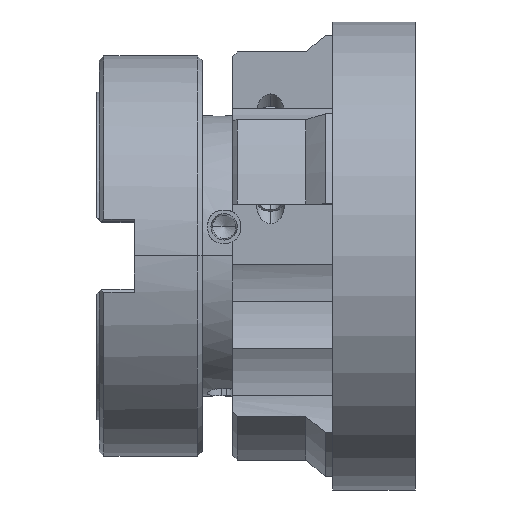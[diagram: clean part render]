
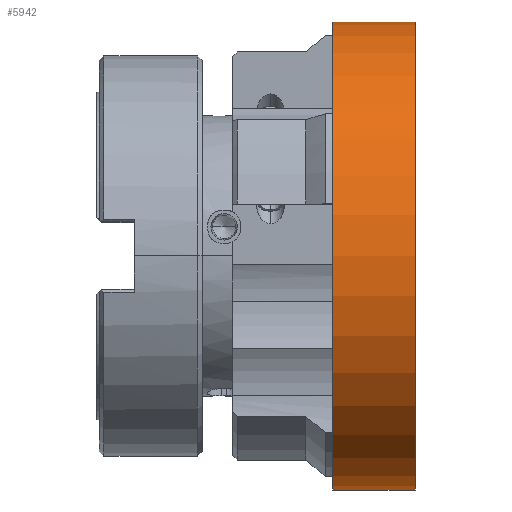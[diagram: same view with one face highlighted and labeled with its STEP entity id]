
A CAD part, top view. The second image highlights one B-rep face of the part: STEP entity #5942.
In plain terms, the highlighted cylindrical face has radius 50 mm (diameter 100 mm), a partial arc.
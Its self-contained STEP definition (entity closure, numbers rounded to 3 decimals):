
#8 = ORIENTED_EDGE ( 'NONE', *, *, #4366, .F. ) ;
#42 = ORIENTED_EDGE ( 'NONE', *, *, #5705, .T. ) ;
#1120 = DIRECTION ( 'NONE',  ( 0., 1., 0. ) ) ;
#1121 = CARTESIAN_POINT ( 'NONE',  ( 10.975, 0., 0. ) ) ;
#1122 = DIRECTION ( 'NONE',  ( 1., 0., 0. ) ) ;
#1369 = ORIENTED_EDGE ( 'NONE', *, *, #4357, .F. ) ;
#2049 = CARTESIAN_POINT ( 'NONE',  ( -15.6, 0., 0. ) ) ;
#2050 = DIRECTION ( 'NONE',  ( 1., 0., 0. ) ) ;
#2051 = DIRECTION ( 'NONE',  ( 0., 1., 0. ) ) ;
#2140 = CIRCLE ( 'NONE', #5416, 50. ) ;
#2415 = AXIS2_PLACEMENT_3D ( 'NONE', #1121, #1122, #1120 ) ;
#2652 = VERTEX_POINT ( 'NONE', #5185 ) ;
#2653 = VERTEX_POINT ( 'NONE', #5186 ) ;
#2654 = VERTEX_POINT ( 'NONE', #5187 ) ;
#2659 = VERTEX_POINT ( 'NONE', #5192 ) ;
#2854 = EDGE_LOOP ( 'NONE', ( #42, #3793, #1369, #8 ) ) ;
#2921 = DIRECTION ( 'NONE',  ( 1., 0., 0. ) ) ;
#2922 = CARTESIAN_POINT ( 'NONE',  ( 2., 0., 0. ) ) ;
#2923 = DIRECTION ( 'NONE',  ( 1., 0., 0. ) ) ;
#2924 = DIRECTION ( 'NONE',  ( 0., 1., 0. ) ) ;
#2925 = CARTESIAN_POINT ( 'NONE',  ( 10.975, -50., 0. ) ) ;
#2940 = DIRECTION ( 'NONE',  ( 1., 0., 0. ) ) ;
#2942 = CARTESIAN_POINT ( 'NONE',  ( 10.975, 50., 0. ) ) ;
#3793 = ORIENTED_EDGE ( 'NONE', *, *, #4359, .T. ) ;
#3982 = CYLINDRICAL_SURFACE ( 'NONE', #2415, 50. ) ;
#3983 = FACE_OUTER_BOUND ( 'NONE', #2854, .T. ) ;
#4319 = CIRCLE ( 'NONE', #5779, 50. ) ;
#4322 = LINE ( 'NONE', #2925, #4325 ) ;
#4325 = VECTOR ( 'NONE', #2921, 1000. ) ;
#4334 = LINE ( 'NONE', #2942, #4336 ) ;
#4336 = VECTOR ( 'NONE', #2940, 1000. ) ;
#4357 = EDGE_CURVE ( 'NONE', #2654, #2659, #4319, .T. ) ;
#4359 = EDGE_CURVE ( 'NONE', #2652, #2659, #4322, .T. ) ;
#4366 = EDGE_CURVE ( 'NONE', #2653, #2654, #4334, .T. ) ;
#5185 = CARTESIAN_POINT ( 'NONE',  ( -15.6, -50., 0. ) ) ;
#5186 = CARTESIAN_POINT ( 'NONE',  ( -15.6, 50., 0. ) ) ;
#5187 = CARTESIAN_POINT ( 'NONE',  ( 2., 50., 0. ) ) ;
#5192 = CARTESIAN_POINT ( 'NONE',  ( 2., -50., 0. ) ) ;
#5416 = AXIS2_PLACEMENT_3D ( 'NONE', #2049, #2050, #2051 ) ;
#5705 = EDGE_CURVE ( 'NONE', #2653, #2652, #2140, .T. ) ;
#5779 = AXIS2_PLACEMENT_3D ( 'NONE', #2922, #2923, #2924 ) ;
#5942 = ADVANCED_FACE ( 'NONE', ( #3983 ), #3982, .T. ) ;
